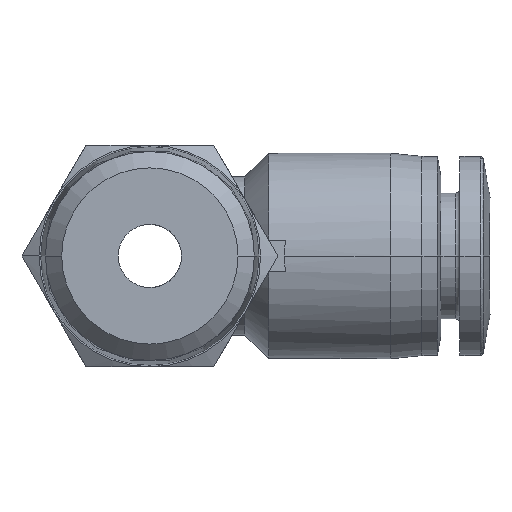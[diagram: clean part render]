
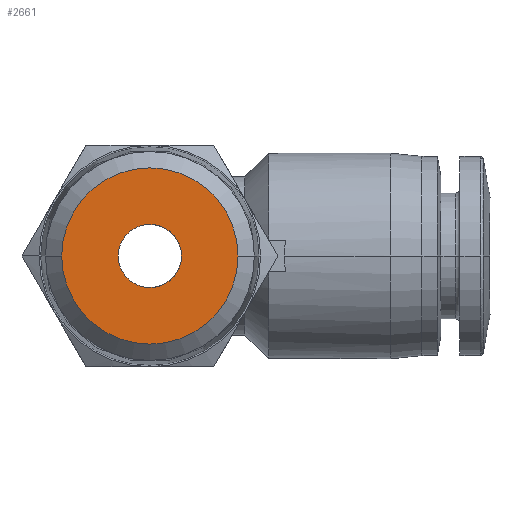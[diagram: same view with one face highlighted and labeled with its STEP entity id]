
A CAD part, front view. The second image highlights one B-rep face of the part: STEP entity #2661.
In plain terms, the highlighted planar face has unit normal (0, -1, 0).
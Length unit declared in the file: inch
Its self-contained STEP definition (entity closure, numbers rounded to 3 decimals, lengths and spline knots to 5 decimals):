
#35 = CARTESIAN_POINT ( 'NONE',  ( 0.07874, -0.64961, 0. ) ) ;
#168 = CARTESIAN_POINT ( 'NONE',  ( -0.21936, -0.64961, 0. ) ) ;
#267 = ORIENTED_EDGE ( 'NONE', *, *, #5604, .T. ) ;
#345 = PLANE ( 'NONE',  #697 ) ;
#366 = DIRECTION ( 'NONE',  ( 1., 0., 0. ) ) ;
#491 = EDGE_CURVE ( 'NONE', #2043, #1668, #2374, .T. ) ;
#602 = DIRECTION ( 'NONE',  ( -1., 0., 0. ) ) ;
#619 = DIRECTION ( 'NONE',  ( 0., -1., 0. ) ) ;
#638 = CARTESIAN_POINT ( 'NONE',  ( 0., -0.64961, 0. ) ) ;
#697 = AXIS2_PLACEMENT_3D ( 'NONE', #5897, #3098, #366 ) ;
#715 = CIRCLE ( 'NONE', #3671, 0.07874 ) ;
#875 = CARTESIAN_POINT ( 'NONE',  ( 0., -0.64961, 0. ) ) ;
#930 = CARTESIAN_POINT ( 'NONE',  ( -0.07874, -0.64961, 0. ) ) ;
#1257 = DIRECTION ( 'NONE',  ( 0., -1., 0. ) ) ;
#1270 = CIRCLE ( 'NONE', #1528, 0.07874 ) ;
#1312 = DIRECTION ( 'NONE',  ( -1., 0., 0. ) ) ;
#1528 = AXIS2_PLACEMENT_3D ( 'NONE', #875, #4121, #1312 ) ;
#1668 = VERTEX_POINT ( 'NONE', #3022 ) ;
#2043 = VERTEX_POINT ( 'NONE', #168 ) ;
#2374 = CIRCLE ( 'NONE', #5639, 0.21936 ) ;
#2458 = ORIENTED_EDGE ( 'NONE', *, *, #4342, .T. ) ;
#2641 = CARTESIAN_POINT ( 'NONE',  ( 0., -0.64961, 0. ) ) ;
#2661 = ADVANCED_FACE ( 'NONE', ( #4628, #5215 ), #345, .T. ) ;
#2957 = EDGE_LOOP ( 'NONE', ( #5410, #3028 ) ) ;
#3022 = CARTESIAN_POINT ( 'NONE',  ( 0.21936, -0.64961, 0. ) ) ;
#3028 = ORIENTED_EDGE ( 'NONE', *, *, #4919, .T. ) ;
#3098 = DIRECTION ( 'NONE',  ( 0., -1., 0. ) ) ;
#3119 = DIRECTION ( 'NONE',  ( -1., 0., 0. ) ) ;
#3338 = EDGE_LOOP ( 'NONE', ( #2458, #267 ) ) ;
#3432 = AXIS2_PLACEMENT_3D ( 'NONE', #4048, #1257, #4543 ) ;
#3671 = AXIS2_PLACEMENT_3D ( 'NONE', #2641, #5908, #3119 ) ;
#4048 = CARTESIAN_POINT ( 'NONE',  ( 0., -0.64961, 0. ) ) ;
#4121 = DIRECTION ( 'NONE',  ( 0., 1., 0. ) ) ;
#4342 = EDGE_CURVE ( 'NONE', #5270, #5264, #1270, .T. ) ;
#4543 = DIRECTION ( 'NONE',  ( -1., 0., 0. ) ) ;
#4628 = FACE_BOUND ( 'NONE', #3338, .T. ) ;
#4919 = EDGE_CURVE ( 'NONE', #1668, #2043, #5627, .T. ) ;
#5215 = FACE_OUTER_BOUND ( 'NONE', #2957, .T. ) ;
#5264 = VERTEX_POINT ( 'NONE', #35 ) ;
#5270 = VERTEX_POINT ( 'NONE', #930 ) ;
#5410 = ORIENTED_EDGE ( 'NONE', *, *, #491, .T. ) ;
#5604 = EDGE_CURVE ( 'NONE', #5264, #5270, #715, .T. ) ;
#5627 = CIRCLE ( 'NONE', #3432, 0.21936 ) ;
#5639 = AXIS2_PLACEMENT_3D ( 'NONE', #638, #619, #602 ) ;
#5897 = CARTESIAN_POINT ( 'NONE',  ( -0.10968, -0.64961, 0. ) ) ;
#5908 = DIRECTION ( 'NONE',  ( 0., 1., 0. ) ) ;
